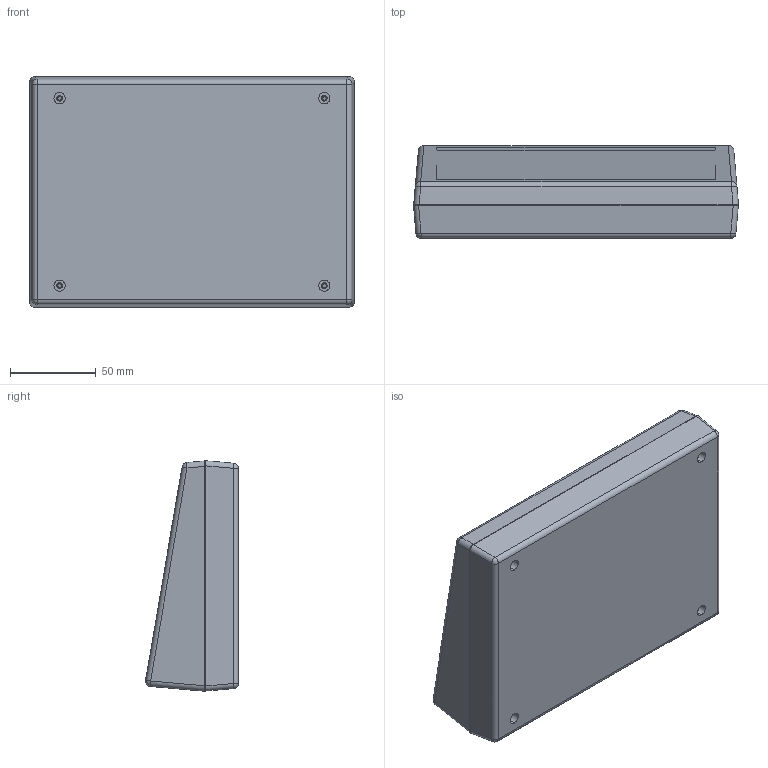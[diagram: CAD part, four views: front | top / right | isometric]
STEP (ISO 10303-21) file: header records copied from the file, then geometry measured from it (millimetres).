
FILE_DESCRIPTION (( 'STEP AP214' ), '1' );
FILE_NAME ('G1183G G1183B.STEP', '2013-06-06T07:44:30', ( 'NEF User' ), ( 'NEF User' ), 'SwSTEP 2.0', 'SolidWorks 2012', '' );
FILE_SCHEMA (( 'AUTOMOTIVE_DESIGN' ));
Length unit declared in the file: millimetre
Products named in the file (3): G1183-COVER; G1183-BASE; G1183G G1183B
Assembly tree (2 placements, depth 2):
  G1183G G1183B
    G1183-BASE
    G1183-COVER
Bounding box: 189.1 x 54.04 x 134.1 mm (x, y, z)
Volume: 202931.9 mm3; surface area: 159560.3 mm2
Topology: 2 solids, 4 shells, 330 faces, 776 edges, 494 vertices
Faces by surface type: plane 192, cylinder 90, cone 32, sphere 8, bspline 8
Entity records: 9734 total; most frequent: CARTESIAN_POINT 2191, ORIENTED_EDGE 1536, DIRECTION 1518, EDGE_CURVE 768, AXIS2_PLACEMENT_3D 515, VERTEX_POINT 492, VECTOR 488, LINE 488
